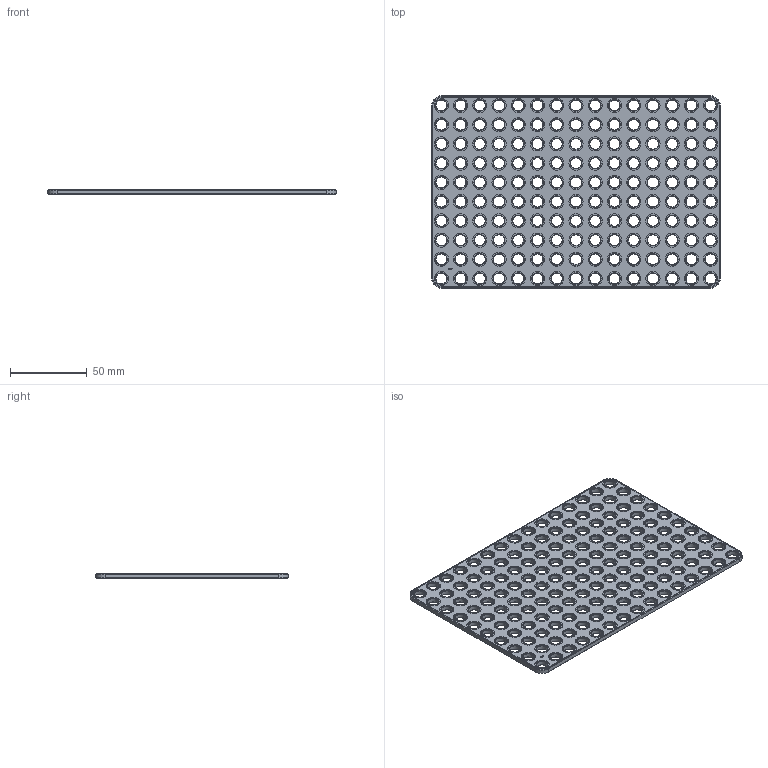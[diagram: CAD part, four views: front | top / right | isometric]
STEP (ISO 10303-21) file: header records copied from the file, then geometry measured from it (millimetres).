
FILE_DESCRIPTION(('FreeCAD Model'),'2;1');
FILE_NAME('Open CASCADE Shape Model','2024-10-08T19:25:42',(''),(''), 'Open CASCADE STEP processor 7.7','FreeCAD','Unknown');
FILE_SCHEMA(('AUTOMOTIVE_DESIGN { 1 0 10303 214 1 1 1 1 }'));
Length unit declared in the file: millimetre
Products named in the file (1): Plate RCT CRNR BU15x10x00.25 - SPN-PLT-0171 (stemfie.org)
Bounding box: 187.5 x 125 x 3.12 mm (x, y, z)
Volume: 52148.6 mm3; surface area: 47140 mm2
Topology: 1 solids, 1 shells, 1194 faces, 2717 edges, 1706 vertices
Faces by surface type: plane 484, cylinder 308, cone 308, extrusion 94
Full cylindrical faces by diameter (mm): 7 x150, 9.2 x150
Entity records: 34287 total; most frequent: CARTESIAN_POINT 6382, DIRECTION 5749, ORIENTED_EDGE 5434, EDGE_CURVE 2717, AXIS2_PLACEMENT_3D 2025, VERTEX_POINT 1706, VECTOR 1699, FACE_BOUND 1675
